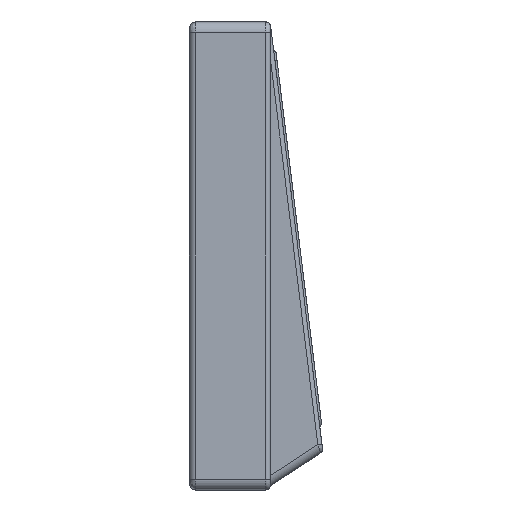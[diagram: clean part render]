
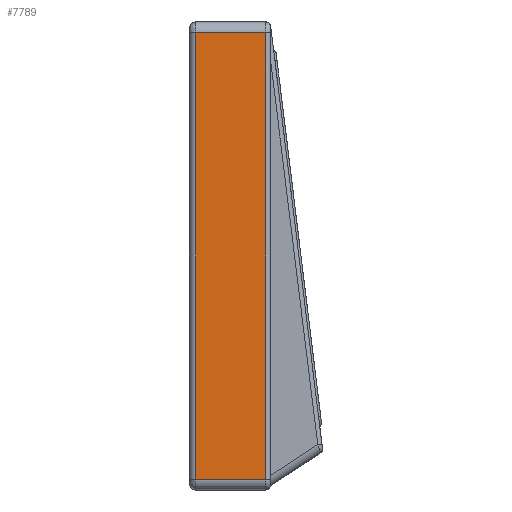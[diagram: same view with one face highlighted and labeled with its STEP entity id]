
A CAD part, left-side view. The second image highlights one B-rep face of the part: STEP entity #7789.
In plain terms, the highlighted planar face has unit normal (-1, 0, 0).
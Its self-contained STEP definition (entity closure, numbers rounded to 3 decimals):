
#887=FACE_OUTER_BOUND('',#1343,.T.);
#1343=EDGE_LOOP('',(#5967,#5968,#5969,#5970));
#1934=LINE('',#12466,#2677);
#1992=LINE('',#12943,#2735);
#1993=LINE('',#12946,#2736);
#1994=LINE('',#12947,#2737);
#2677=VECTOR('',#9500,10.);
#2735=VECTOR('',#9678,1000.);
#2736=VECTOR('',#9681,1000.);
#2737=VECTOR('',#9682,1000.);
#3435=VERTEX_POINT('',#12461);
#3436=VERTEX_POINT('',#12465);
#3497=VERTEX_POINT('',#12941);
#3498=VERTEX_POINT('',#12945);
#4314=EDGE_CURVE('',#3435,#3436,#1934,.T.);
#4408=EDGE_CURVE('',#3435,#3497,#1992,.T.);
#4409=EDGE_CURVE('',#3497,#3498,#1993,.T.);
#4410=EDGE_CURVE('',#3498,#3436,#1994,.T.);
#5967=ORIENTED_EDGE('',*,*,#4314,.F.);
#5968=ORIENTED_EDGE('',*,*,#4408,.T.);
#5969=ORIENTED_EDGE('',*,*,#4409,.T.);
#5970=ORIENTED_EDGE('',*,*,#4410,.T.);
#7498=PLANE('',#8334);
#7789=ADVANCED_FACE('',(#887),#7498,.F.);
#8334=AXIS2_PLACEMENT_3D('',#12944,#9679,#9680);
#9500=DIRECTION('',(0.,0.,-1.));
#9678=DIRECTION('',(0.,1.,0.));
#9679=DIRECTION('center_axis',(1.,0.,0.));
#9680=DIRECTION('ref_axis',(0.,0.,-1.));
#9681=DIRECTION('',(0.,0.,-1.));
#9682=DIRECTION('',(0.,-1.,0.));
#12461=CARTESIAN_POINT('',(-147.85,1.,52.6));
#12465=CARTESIAN_POINT('',(-147.85,1.,-52.6));
#12466=CARTESIAN_POINT('',(-147.85,1.,-27.55));
#12941=CARTESIAN_POINT('',(-147.85,17.5,52.6));
#12943=CARTESIAN_POINT('',(-147.85,19.,52.6));
#12944=CARTESIAN_POINT('Origin',(-147.85,19.,-55.1));
#12945=CARTESIAN_POINT('',(-147.85,17.5,-52.6));
#12946=CARTESIAN_POINT('',(-147.85,17.5,-52.6));
#12947=CARTESIAN_POINT('',(-147.85,19.,-52.6));
